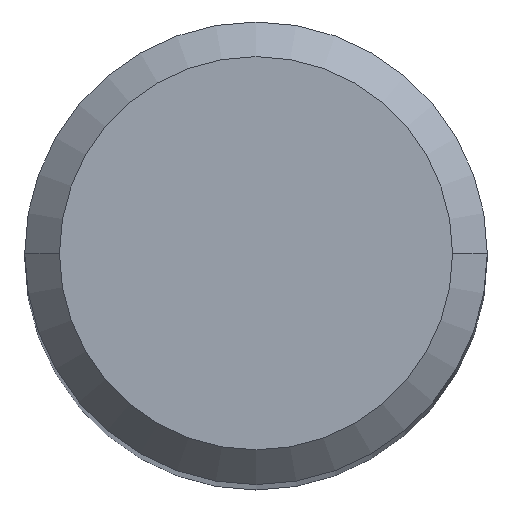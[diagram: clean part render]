
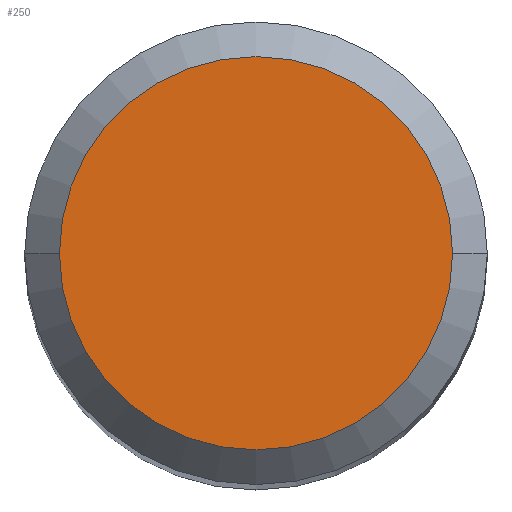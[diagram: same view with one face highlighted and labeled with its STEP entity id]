
A CAD part, top view. The second image highlights one B-rep face of the part: STEP entity #250.
In plain terms, the highlighted planar face has unit normal (0, 0, 1).
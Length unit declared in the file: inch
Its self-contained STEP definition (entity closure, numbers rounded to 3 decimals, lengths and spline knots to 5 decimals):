
#11 = DIRECTION ( 'NONE',  ( 0., 0., 1. ) ) ;
#16 = VERTEX_POINT ( 'NONE', #230 ) ;
#25 = EDGE_CURVE ( 'NONE', #16, #200, #340, .T. ) ;
#39 = DIRECTION ( 'NONE',  ( 1., 0., 0. ) ) ;
#46 = DIRECTION ( 'NONE',  ( 1., 0., 0. ) ) ;
#48 = AXIS2_PLACEMENT_3D ( 'NONE', #367, #292, #39 ) ;
#106 = AXIS2_PLACEMENT_3D ( 'NONE', #165, #341, #288 ) ;
#118 = ORIENTED_EDGE ( 'NONE', *, *, #25, .T. ) ;
#165 = CARTESIAN_POINT ( 'NONE',  ( 0., 0., 0. ) ) ;
#166 = AXIS2_PLACEMENT_3D ( 'NONE', #247, #11, #46 ) ;
#179 = PLANE ( 'NONE',  #106 ) ;
#200 = VERTEX_POINT ( 'NONE', #272 ) ;
#230 = CARTESIAN_POINT ( 'NONE',  ( -0.16732, 0., 0. ) ) ;
#240 = FACE_OUTER_BOUND ( 'NONE', #336, .T. ) ;
#247 = CARTESIAN_POINT ( 'NONE',  ( 0., 0., 0. ) ) ;
#250 = ADVANCED_FACE ( 'NONE', ( #240 ), #179, .F. ) ;
#272 = CARTESIAN_POINT ( 'NONE',  ( 0.16732, 0., 0. ) ) ;
#283 = CIRCLE ( 'NONE', #166, 0.16732 ) ;
#288 = DIRECTION ( 'NONE',  ( -1., 0., 0. ) ) ;
#292 = DIRECTION ( 'NONE',  ( 0., 0., 1. ) ) ;
#336 = EDGE_LOOP ( 'NONE', ( #118, #371 ) ) ;
#340 = CIRCLE ( 'NONE', #48, 0.16732 ) ;
#341 = DIRECTION ( 'NONE',  ( 0., 0., -1. ) ) ;
#367 = CARTESIAN_POINT ( 'NONE',  ( 0., 0., 0. ) ) ;
#371 = ORIENTED_EDGE ( 'NONE', *, *, #392, .T. ) ;
#392 = EDGE_CURVE ( 'NONE', #200, #16, #283, .T. ) ;
